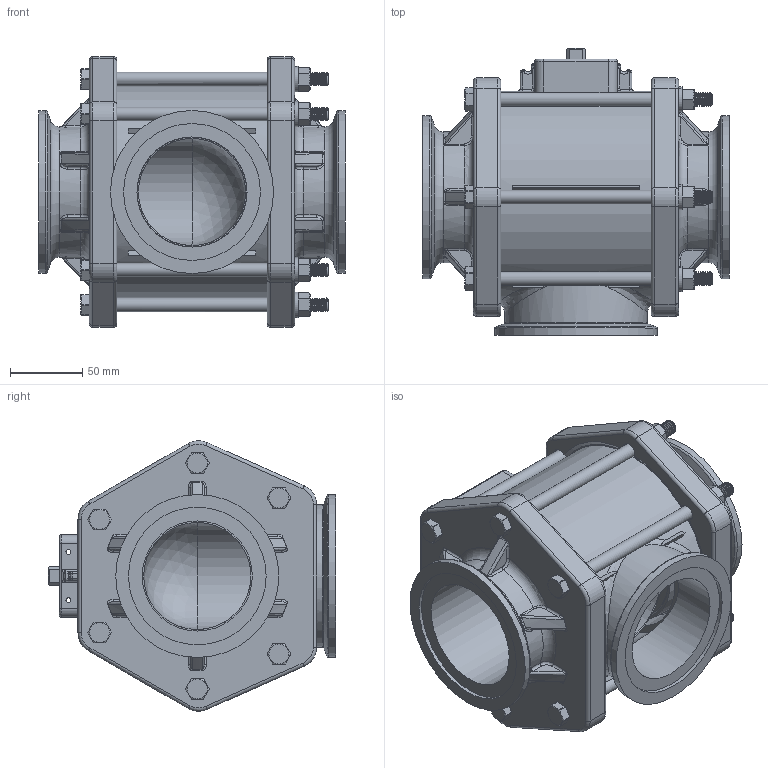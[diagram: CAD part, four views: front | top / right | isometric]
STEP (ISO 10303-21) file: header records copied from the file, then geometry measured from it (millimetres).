
FILE_DESCRIPTION(/* description */ ('3" FP BL MANIFOLD VALVE ONLY'),/* implementation_level */ '2;1');
FILE_NAME(/* name */ 'MEVX300BLX.stp',/* time_stamp */ '2020-06-09T08:30:08-04:00',/* author */ ('CPM'),/* organization */ (''),/* preprocessor_version */ 'ST-DEVELOPER v17.2',/* originating_system */ 'Autodesk Inventor 2019',/* authorisation */ '');
FILE_SCHEMA (('AUTOMOTIVE_DESIGN { 1 0 10303 214 3 1 1 }'));
Length unit declared in the file: inch
Products named in the file (13): MEVX300BLX; MEVX35254BL; MEVX35254BLX; MV35278; MV35278X; V20018; V20019; V35255BLSS; V35258A; V35018; V35264BL; EVP30251; AQ206V
Assembly tree (30 placements, depth 3):
  MEVX300BLX
    MEVX35254BL
      MEVX35254BLX
    MV35278  x2
      MV35278X
    V20018  x6
    V20019  x6
    V35255BLSS
    V35258A  x2
    V35018  x6
    V35264BL  x2
    EVP30251
    AQ206V
Bounding box: 212.09 x 198.6 x 187.15 mm (x, y, z)
Volume: 2185758.8 mm3; surface area: 471692.4 mm2
Topology: 28 solids, 28 shells, 1434 faces, 4075 edges, 2715 vertices
Faces by surface type: cylinder 625, plane 295, cone 252, bspline 140, torus 104, sphere 18
Full cylindrical faces by diameter (mm): 3.429 x4, 7.463 x114, 9.525 x114, 11.176 x12, 13.665 x1, 19.177 x2, 19.304 x1, 34.925 x1, 36.512 x1, 74.168 x2, 76.2 x3, 78.74 x2, 81.585 x2, 82.55 x2, 86.665 x2, 90.424 x2, 94.742 x1, 95.25 x2, 98.425 x1, 100.33 x4, 112.776 x3, 121.742 x2, 124.46 x1, 126.619 x4, 127.127 x2
Entity records: 24147 total; most frequent: CARTESIAN_POINT 9166, ORIENTED_EDGE 3142, DIRECTION 2991, EDGE_CURVE 1571, AXIS2_PLACEMENT_3D 1260, VERTEX_POINT 1008, CIRCLE 655, EDGE_LOOP 649
